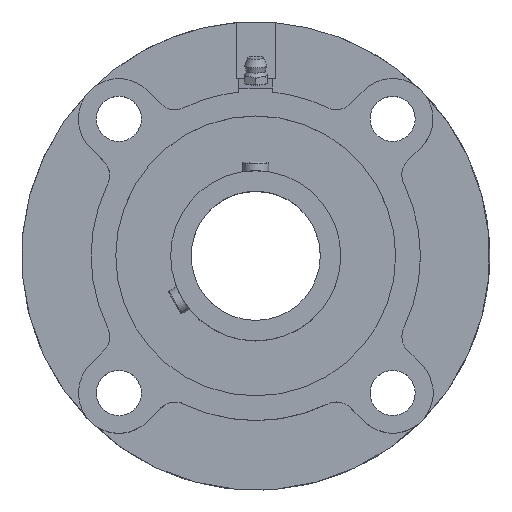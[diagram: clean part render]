
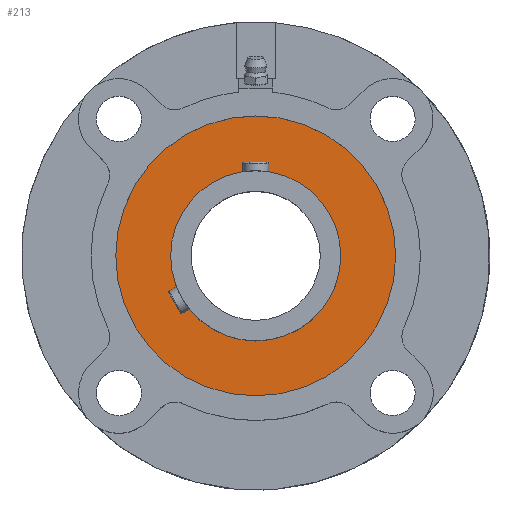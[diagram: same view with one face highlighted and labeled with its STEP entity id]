
A CAD part, top view. The second image highlights one B-rep face of the part: STEP entity #213.
In plain terms, the highlighted planar face has unit normal (0, 0, 1).
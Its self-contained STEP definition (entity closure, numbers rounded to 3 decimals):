
#213 = ADVANCED_FACE( '', ( #500, #501 ), #502, .T. );
#500 = FACE_BOUND( '', #873, .T. );
#501 = FACE_OUTER_BOUND( '', #874, .T. );
#502 = PLANE( '', #875 );
#873 = EDGE_LOOP( '', ( #1373 ) );
#874 = EDGE_LOOP( '', ( #1374 ) );
#875 = AXIS2_PLACEMENT_3D( '', #1375, #1376, #1377 );
#1373 = ORIENTED_EDGE( '', *, *, #2090, .F. );
#1374 = ORIENTED_EDGE( '', *, *, #2117, .T. );
#1375 = CARTESIAN_POINT( '', ( 0., 0., 20.8 ) );
#1376 = DIRECTION( '', ( 0., 0., 1. ) );
#1377 = DIRECTION( '', ( 1., 0., 0. ) );
#2090 = EDGE_CURVE( '', #2490, #2490, #2491, .T. );
#2117 = EDGE_CURVE( '', #2531, #2531, #2532, .T. );
#2490 = VERTEX_POINT( '', #3197 );
#2491 = CIRCLE( '', #3198, 26.35 );
#2531 = VERTEX_POINT( '', #3320 );
#2532 = CIRCLE( '', #3321, 43.35 );
#3197 = CARTESIAN_POINT( '', ( 26.35, 0., 20.8 ) );
#3198 = AXIS2_PLACEMENT_3D( '', #3999, #4000, #4001 );
#3320 = CARTESIAN_POINT( '', ( 43.35, 0., 20.8 ) );
#3321 = AXIS2_PLACEMENT_3D( '', #4029, #4030, #4031 );
#3999 = CARTESIAN_POINT( '', ( 0., 0., 20.8 ) );
#4000 = DIRECTION( '', ( 0., 0., 1. ) );
#4001 = DIRECTION( '', ( 1., 0., 0. ) );
#4029 = CARTESIAN_POINT( '', ( 0., 0., 20.8 ) );
#4030 = DIRECTION( '', ( 0., 0., 1. ) );
#4031 = DIRECTION( '', ( 1., 0., 0. ) );
